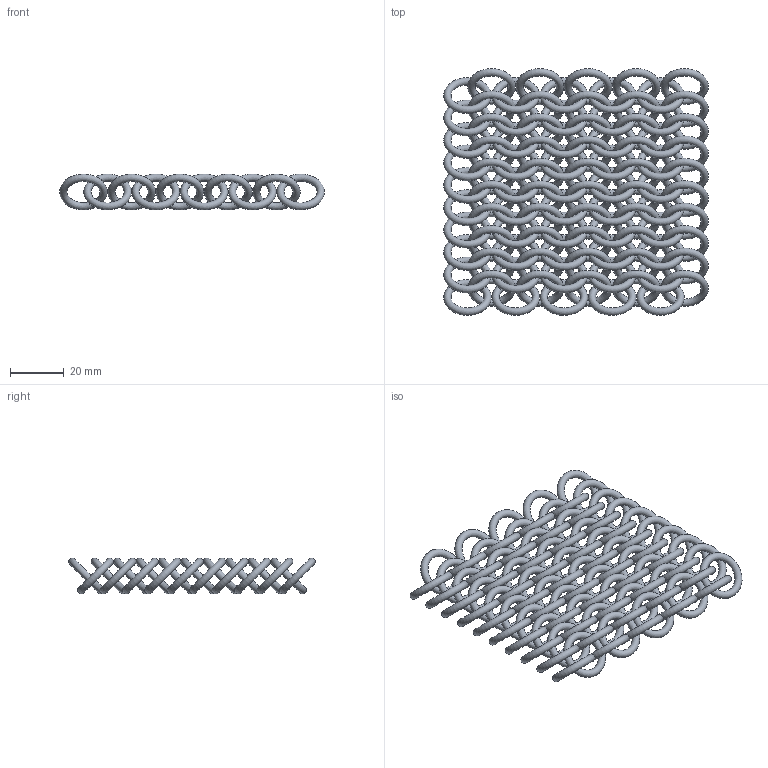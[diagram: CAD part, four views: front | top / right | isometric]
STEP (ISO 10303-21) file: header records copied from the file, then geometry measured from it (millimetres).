
FILE_DESCRIPTION(/* description */ (''),/* implementation_level */ '2;1');
FILE_NAME(/* name */ 'print_test1.step',/* time_stamp */ '2018-06-15T14:14:29+09:00',/* author */ ('naito.kai'),/* organization */ (''),/* preprocessor_version */ 'ST-DEVELOPER v17',/* originating_system */ 'Autodesk Translation Framework v7.1.0.215',/* authorisation */ '');
FILE_SCHEMA (('AUTOMOTIVE_DESIGN { 1 0 10303 214 3 1 1 }'));
Length unit declared in the file: millimetre
Products named in the file (4): print_test1; Component5; Component3; Component4
Assembly tree (101 placements, depth 2):
  print_test1
    Component3  x50
    Component5
    Component4  x50
Bounding box: 98.4 x 91.66 x 13.32 mm (x, y, z)
Volume: 27528.9 mm3; surface area: 40375.7 mm2
Topology: 100 solids, 100 shells, 100 faces, 200 edges, 100 vertices
Faces by surface type: torus 100
Entity records: 964 total; most frequent: DIRECTION 222, CARTESIAN_POINT 113, AXIS2_PLACEMENT_3D 111, PRODUCT_DEFINITION_SHAPE 105, ITEM_DEFINED_TRANSFORMATION 101, CONTEXT_DEPENDENT_SHAPE_REPRESENTATION 101, NEXT_ASSEMBLY_USAGE_OCCURRENCE 101, ORIENTED_EDGE 8
